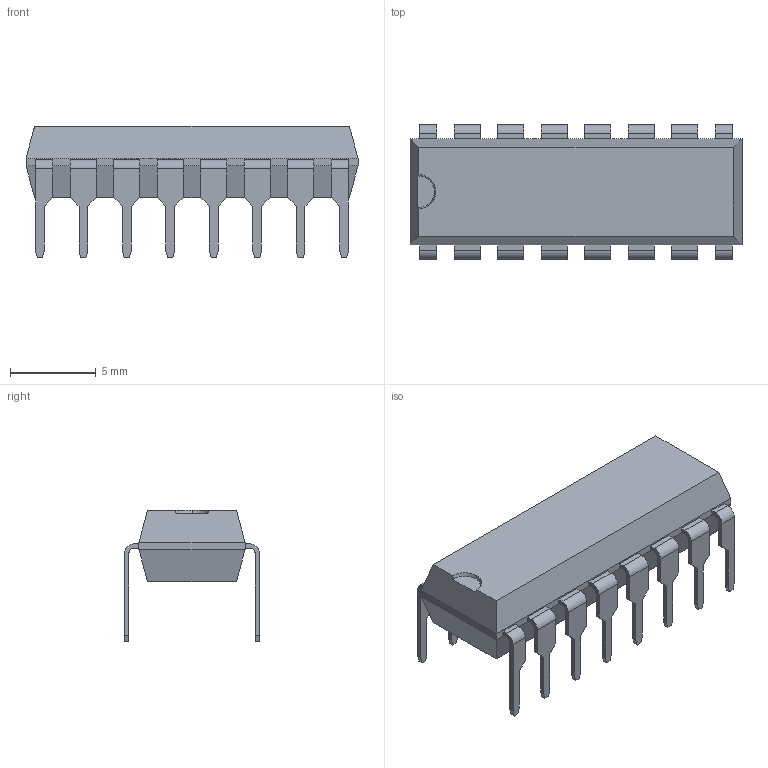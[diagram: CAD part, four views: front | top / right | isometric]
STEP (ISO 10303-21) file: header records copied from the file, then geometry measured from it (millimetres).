
FILE_DESCRIPTION (( 'STEP AP214' ), '1' );
FILE_NAME ('E3AE47AA-0A6F-457B-9CB6-F17C66DE225D.STEP', '2022-09-14T05:15:17', ( '' ), ( '' ), 'SwSTEP 2.0', 'SolidWorks 2022', '' );
FILE_SCHEMA (( 'AUTOMOTIVE_DESIGN' ));
Length unit declared in the file: millimetre
Products named in the file (1): E3AE47AA-0A6F-457B-9CB6-F17C66DE225D
Bounding box: 19.4 x 7.87 x 7.66 mm (x, y, z)
Volume: 475.8 mm3; surface area: 628.1 mm2
Topology: 1 solids, 1 shells, 251 faces, 689 edges, 456 vertices
Faces by surface type: plane 217, cylinder 32, cone 2
Entity records: 8094 total; most frequent: CARTESIAN_POINT 1397, ORIENTED_EDGE 1378, DIRECTION 1261, EDGE_CURVE 689, LINE 621, VECTOR 621, VERTEX_POINT 456, AXIS2_PLACEMENT_3D 320
